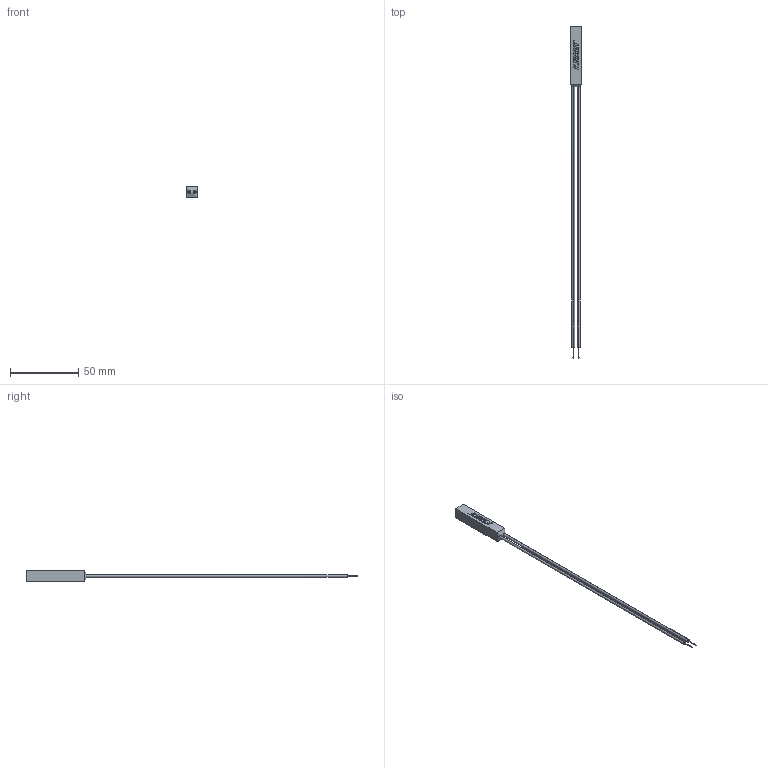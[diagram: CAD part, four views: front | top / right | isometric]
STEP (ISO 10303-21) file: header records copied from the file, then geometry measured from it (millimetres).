
FILE_DESCRIPTION (( 'STEP AP214' ), '1' );
FILE_NAME ('ST_TSR01E_D8.1L43LL200.STEP', '2019-07-02T19:54:53', ( '' ), ( '' ), 'SwSTEP 2.0', 'SolidWorks 2014', '' );
FILE_SCHEMA (( 'AUTOMOTIVE_DESIGN' ));
Length unit declared in the file: millimetre
Products named in the file (1): ST_TSR01E_D8.1L43LL200
Bounding box: 8.1 x 243 x 8.11 mm (x, y, z)
Volume: 4067.9 mm3; surface area: 3955.2 mm2
Topology: 1 solids, 1 shells, 72 faces, 189 edges, 126 vertices
Faces by surface type: plane 63, cylinder 8, bspline 1
Entity records: 2485 total; most frequent: CARTESIAN_POINT 467, ORIENTED_EDGE 378, DIRECTION 341, EDGE_CURVE 189, VECTOR 173, LINE 173, VERTEX_POINT 126, AXIS2_PLACEMENT_3D 84
